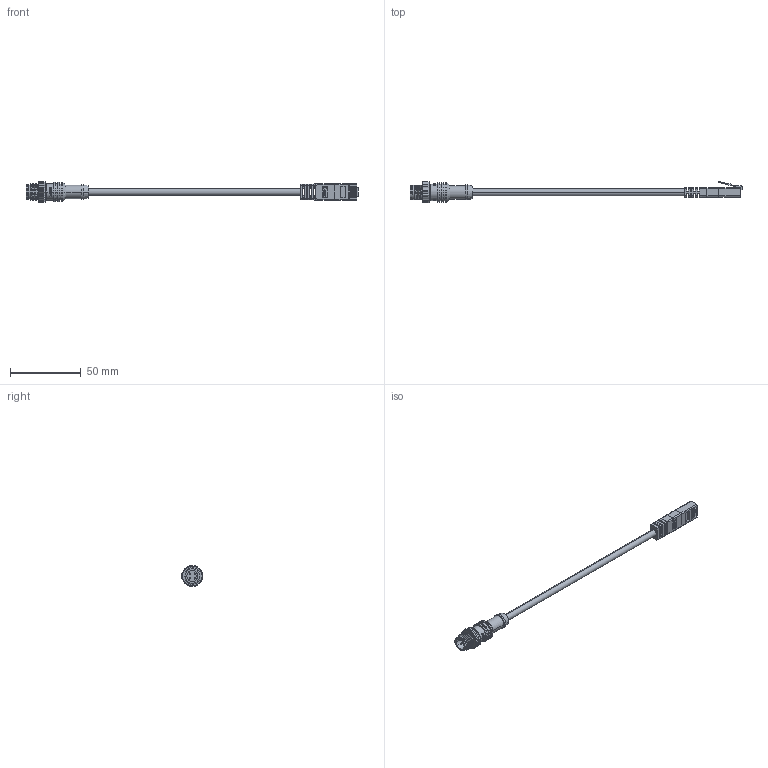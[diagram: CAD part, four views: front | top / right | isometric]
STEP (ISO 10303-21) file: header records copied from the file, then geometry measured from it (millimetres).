
FILE_DESCRIPTION (( 'STEP AP214' ), '1' );
FILE_NAME ('M12RJ454D.STEP', '2010-01-26T15:50:14', ( 'Windows XP Mode' ), ( '' ), 'SwSTEP 2.0', 'SolidWorks 2008', '' );
FILE_SCHEMA (( 'AUTOMOTIVE_DESIGN' ));
Length unit declared in the file: inch
Products named in the file (7): 3AB02-001_TSP2088; M12M124-MA2_BLACK; M12M124-MA1; 3AA16-007; M12M124-MA3; M12RJ454D
Assembly tree (6 placements, depth 3):
  M12RJ454D
    M12M124-MA1
      3AB02-001_TSP2088
      M12M124-MA2_BLACK
    M12M124-MA1
    M12M124-MA3
    3AA16-007
Bounding box: 235.26 x 15.23 x 14.73 mm (x, y, z)
Volume: 8887.1 mm3; surface area: 8626.5 mm2
Topology: 5 solids, 5 shells, 745 faces, 1946 edges, 1249 vertices
Faces by surface type: plane 276, cylinder 203, torus 142, bspline 100, cone 24
Entity records: 31925 total; most frequent: CARTESIAN_POINT 11842, ORIENTED_EDGE 3892, DIRECTION 3305, EDGE_CURVE 1946, VERTEX_POINT 1249, AXIS2_PLACEMENT_3D 1210, VECTOR 885, LINE 885
